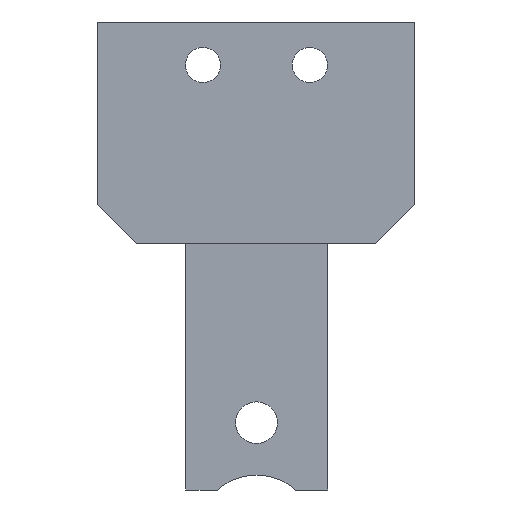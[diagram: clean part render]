
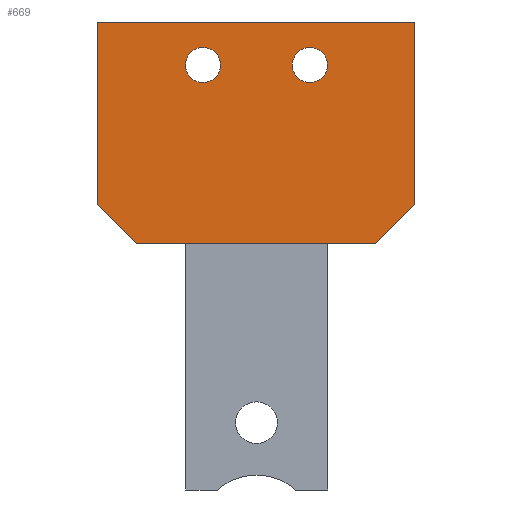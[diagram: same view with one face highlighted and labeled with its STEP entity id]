
A CAD part, front view. The second image highlights one B-rep face of the part: STEP entity #669.
In plain terms, the highlighted planar face has unit normal (0, -1, 0).
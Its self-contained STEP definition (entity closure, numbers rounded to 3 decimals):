
#26=FACE_BOUND('',#135,.T.);
#27=FACE_BOUND('',#136,.T.);
#57=PLANE('',#733);
#93=FACE_OUTER_BOUND('',#134,.T.);
#134=EDGE_LOOP('',(#620,#621,#622,#623,#624,#625));
#135=EDGE_LOOP('',(#626));
#136=EDGE_LOOP('',(#627));
#143=CIRCLE('',#716,1.35);
#145=CIRCLE('',#719,1.35);
#188=LINE('',#1008,#265);
#215=LINE('',#1062,#292);
#220=LINE('',#1087,#297);
#221=LINE('',#1090,#298);
#223=LINE('',#1094,#300);
#225=LINE('',#1097,#302);
#265=VECTOR('',#818,10.);
#292=VECTOR('',#863,10.);
#297=VECTOR('',#898,10.);
#298=VECTOR('',#901,10.);
#300=VECTOR('',#905,10.);
#302=VECTOR('',#909,10.);
#334=VERTEX_POINT('',#1005);
#335=VERTEX_POINT('',#1007);
#353=VERTEX_POINT('',#1060);
#354=VERTEX_POINT('',#1064);
#356=VERTEX_POINT('',#1070);
#358=VERTEX_POINT('',#1085);
#359=VERTEX_POINT('',#1089);
#360=VERTEX_POINT('',#1093);
#404=EDGE_CURVE('',#335,#334,#188,.F.);
#433=EDGE_CURVE('',#334,#353,#215,.F.);
#434=EDGE_CURVE('',#354,#354,#143,.T.);
#437=EDGE_CURVE('',#356,#356,#145,.T.);
#444=EDGE_CURVE('',#358,#335,#220,.F.);
#445=EDGE_CURVE('',#358,#359,#221,.T.);
#447=EDGE_CURVE('',#360,#353,#223,.T.);
#449=EDGE_CURVE('',#359,#360,#225,.T.);
#620=ORIENTED_EDGE('',*,*,#449,.F.);
#621=ORIENTED_EDGE('',*,*,#445,.F.);
#622=ORIENTED_EDGE('',*,*,#444,.T.);
#623=ORIENTED_EDGE('',*,*,#404,.T.);
#624=ORIENTED_EDGE('',*,*,#433,.T.);
#625=ORIENTED_EDGE('',*,*,#447,.F.);
#626=ORIENTED_EDGE('',*,*,#434,.T.);
#627=ORIENTED_EDGE('',*,*,#437,.T.);
#669=ADVANCED_FACE('',(#93,#26,#27),#57,.T.);
#716=AXIS2_PLACEMENT_3D('',#1065,#866,#867);
#719=AXIS2_PLACEMENT_3D('',#1071,#873,#874);
#733=AXIS2_PLACEMENT_3D('',#1098,#910,#911);
#818=DIRECTION('',(1.,0.,0.));
#863=DIRECTION('',(0.,0.,1.));
#866=DIRECTION('center_axis',(0.,1.,0.));
#867=DIRECTION('ref_axis',(-1.,0.,0.));
#873=DIRECTION('center_axis',(0.,1.,0.));
#874=DIRECTION('ref_axis',(-1.,0.,0.));
#898=DIRECTION('',(0.,0.,-1.));
#901=DIRECTION('',(-0.707,0.,-0.707));
#905=DIRECTION('',(-0.707,0.,0.707));
#909=DIRECTION('',(-1.,0.,0.));
#910=DIRECTION('center_axis',(0.,-1.,0.));
#911=DIRECTION('ref_axis',(0.,0.,-1.));
#1005=CARTESIAN_POINT('',(-11.854,30.884,4.9));
#1007=CARTESIAN_POINT('',(12.496,30.884,4.9));
#1008=CARTESIAN_POINT('',(0.334,30.884,4.9));
#1060=CARTESIAN_POINT('',(-11.854,30.884,-9.098));
#1062=CARTESIAN_POINT('',(-11.854,30.884,-7.975));
#1064=CARTESIAN_POINT('',(5.806,30.884,1.6));
#1065=CARTESIAN_POINT('Origin',(4.456,30.884,1.6));
#1070=CARTESIAN_POINT('',(-2.397,30.884,1.6));
#1071=CARTESIAN_POINT('Origin',(-3.747,30.884,1.6));
#1085=CARTESIAN_POINT('',(12.496,30.884,-9.098));
#1087=CARTESIAN_POINT('',(12.496,30.884,-7.975));
#1089=CARTESIAN_POINT('',(9.496,30.884,-12.098));
#1090=CARTESIAN_POINT('',(7.013,30.884,-14.58));
#1093=CARTESIAN_POINT('',(-8.854,30.884,-12.098));
#1094=CARTESIAN_POINT('',(-6.374,30.884,-14.579));
#1097=CARTESIAN_POINT('',(0.319,30.884,-12.098));
#1098=CARTESIAN_POINT('Origin',(0.318,30.884,-17.804));
